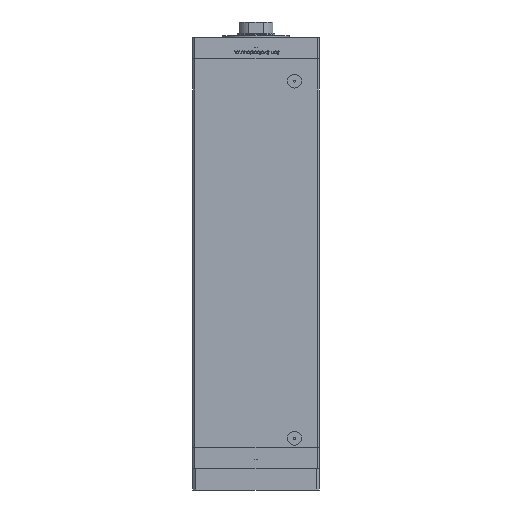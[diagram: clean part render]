
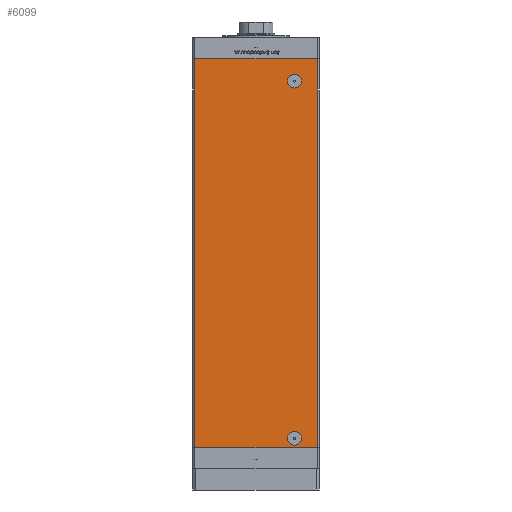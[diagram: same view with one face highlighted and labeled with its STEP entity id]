
A CAD part, front view. The second image highlights one B-rep face of the part: STEP entity #6099.
In plain terms, the highlighted planar face has unit normal (0, -1, 0).
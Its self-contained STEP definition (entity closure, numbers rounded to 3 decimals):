
#714 = ORIENTED_EDGE ( 'NONE', *, *, #13485, .F. ) ;
#872 = AXIS2_PLACEMENT_3D ( 'NONE', #41878, #17763, #9616 ) ;
#3170 = CARTESIAN_POINT ( 'NONE',  ( 36.5, -51., 15.58 ) ) ;
#3767 = VERTEX_POINT ( 'NONE', #10636 ) ;
#4375 = ORIENTED_EDGE ( 'NONE', *, *, #21840, .T. ) ;
#5678 = EDGE_CURVE ( 'NONE', #9313, #17293, #50264, .T. ) ;
#5683 = DIRECTION ( 'NONE',  ( 0., 0., -1. ) ) ;
#5771 = ORIENTED_EDGE ( 'NONE', *, *, #38363, .F. ) ;
#6099 = ADVANCED_FACE ( 'NONE', ( #48466, #32445, #10784 ), #19733, .F. ) ;
#6216 = LINE ( 'NONE', #46895, #33467 ) ;
#6283 = DIRECTION ( 'NONE',  ( 0., 0., -1. ) ) ;
#6299 = CIRCLE ( 'NONE', #13249, 6.58 ) ;
#6631 = CARTESIAN_POINT ( 'NONE',  ( -58., -51., 0. ) ) ;
#6711 = DIRECTION ( 'NONE',  ( 0., 0., 1. ) ) ;
#7862 = CIRCLE ( 'NONE', #19137, 6.58 ) ;
#9313 = VERTEX_POINT ( 'NONE', #6631 ) ;
#9564 = CIRCLE ( 'NONE', #872, 6.58 ) ;
#9616 = DIRECTION ( 'NONE',  ( 0., 0., -1. ) ) ;
#9850 = DIRECTION ( 'NONE',  ( 0., 1., 0. ) ) ;
#10636 = CARTESIAN_POINT ( 'NONE',  ( 36.5, -51., 2.42 ) ) ;
#10784 = FACE_BOUND ( 'NONE', #25540, .T. ) ;
#11119 = ORIENTED_EDGE ( 'NONE', *, *, #44464, .T. ) ;
#12718 = CARTESIAN_POINT ( 'NONE',  ( -58., -51., 368.5 ) ) ;
#13249 = AXIS2_PLACEMENT_3D ( 'NONE', #30177, #9850, #38585 ) ;
#13485 = EDGE_CURVE ( 'NONE', #18659, #32185, #29235, .T. ) ;
#13549 = CARTESIAN_POINT ( 'NONE',  ( 58., -51., 368.5 ) ) ;
#16279 = VECTOR ( 'NONE', #45772, 1000. ) ;
#17003 = VERTEX_POINT ( 'NONE', #3170 ) ;
#17293 = VERTEX_POINT ( 'NONE', #23726 ) ;
#17763 = DIRECTION ( 'NONE',  ( 0., 1., 0. ) ) ;
#17954 = VECTOR ( 'NONE', #26258, 1000. ) ;
#18659 = VERTEX_POINT ( 'NONE', #20071 ) ;
#19137 = AXIS2_PLACEMENT_3D ( 'NONE', #24894, #21367, #27217 ) ;
#19733 = PLANE ( 'NONE',  #24832 ) ;
#20071 = CARTESIAN_POINT ( 'NONE',  ( -58., -51., 368.5 ) ) ;
#20077 = ORIENTED_EDGE ( 'NONE', *, *, #22809, .F. ) ;
#21178 = VERTEX_POINT ( 'NONE', #21682 ) ;
#21367 = DIRECTION ( 'NONE',  ( 0., -1., 0. ) ) ;
#21682 = CARTESIAN_POINT ( 'NONE',  ( 36.5, -51., 340.92 ) ) ;
#21840 = EDGE_CURVE ( 'NONE', #52864, #21178, #9564, .T. ) ;
#21922 = LINE ( 'NONE', #13549, #17954 ) ;
#22809 = EDGE_CURVE ( 'NONE', #3767, #17003, #7862, .T. ) ;
#23726 = CARTESIAN_POINT ( 'NONE',  ( 58., -51., 0. ) ) ;
#24832 = AXIS2_PLACEMENT_3D ( 'NONE', #27585, #48192, #6711 ) ;
#24894 = CARTESIAN_POINT ( 'NONE',  ( 36.5, -51., 9. ) ) ;
#25495 = AXIS2_PLACEMENT_3D ( 'NONE', #52903, #47763, #6283 ) ;
#25540 = EDGE_LOOP ( 'NONE', ( #33778, #4375 ) ) ;
#26258 = DIRECTION ( 'NONE',  ( 0., 0., -1. ) ) ;
#26376 = DIRECTION ( 'NONE',  ( 1., 0., 0. ) ) ;
#27217 = DIRECTION ( 'NONE',  ( 0., 0., -1. ) ) ;
#27419 = VECTOR ( 'NONE', #26376, 1000. ) ;
#27585 = CARTESIAN_POINT ( 'NONE',  ( -58., -51., 368.5 ) ) ;
#28272 = EDGE_LOOP ( 'NONE', ( #20077, #5771 ) ) ;
#29179 = ORIENTED_EDGE ( 'NONE', *, *, #46861, .F. ) ;
#29235 = LINE ( 'NONE', #12718, #16279 ) ;
#29876 = EDGE_CURVE ( 'NONE', #21178, #52864, #6299, .T. ) ;
#30177 = CARTESIAN_POINT ( 'NONE',  ( 36.5, -51., 347.5 ) ) ;
#32185 = VERTEX_POINT ( 'NONE', #38697 ) ;
#32445 = FACE_OUTER_BOUND ( 'NONE', #42571, .T. ) ;
#33467 = VECTOR ( 'NONE', #5683, 1000. ) ;
#33778 = ORIENTED_EDGE ( 'NONE', *, *, #29876, .T. ) ;
#38363 = EDGE_CURVE ( 'NONE', #17003, #3767, #38488, .T. ) ;
#38488 = CIRCLE ( 'NONE', #25495, 6.58 ) ;
#38585 = DIRECTION ( 'NONE',  ( 0., 0., -1. ) ) ;
#38697 = CARTESIAN_POINT ( 'NONE',  ( 58., -51., 368.5 ) ) ;
#40874 = CARTESIAN_POINT ( 'NONE',  ( 36.5, -51., 354.08 ) ) ;
#41878 = CARTESIAN_POINT ( 'NONE',  ( 36.5, -51., 347.5 ) ) ;
#42292 = ORIENTED_EDGE ( 'NONE', *, *, #5678, .T. ) ;
#42571 = EDGE_LOOP ( 'NONE', ( #42292, #29179, #714, #11119 ) ) ;
#44464 = EDGE_CURVE ( 'NONE', #18659, #9313, #6216, .T. ) ;
#45772 = DIRECTION ( 'NONE',  ( 1., 0., 0. ) ) ;
#46861 = EDGE_CURVE ( 'NONE', #32185, #17293, #21922, .T. ) ;
#46895 = CARTESIAN_POINT ( 'NONE',  ( -58., -51., 368.5 ) ) ;
#46976 = CARTESIAN_POINT ( 'NONE',  ( -58., -51., 0. ) ) ;
#47763 = DIRECTION ( 'NONE',  ( 0., -1., 0. ) ) ;
#48192 = DIRECTION ( 'NONE',  ( 0., 1., 0. ) ) ;
#48466 = FACE_BOUND ( 'NONE', #28272, .T. ) ;
#50264 = LINE ( 'NONE', #46976, #27419 ) ;
#52864 = VERTEX_POINT ( 'NONE', #40874 ) ;
#52903 = CARTESIAN_POINT ( 'NONE',  ( 36.5, -51., 9. ) ) ;
